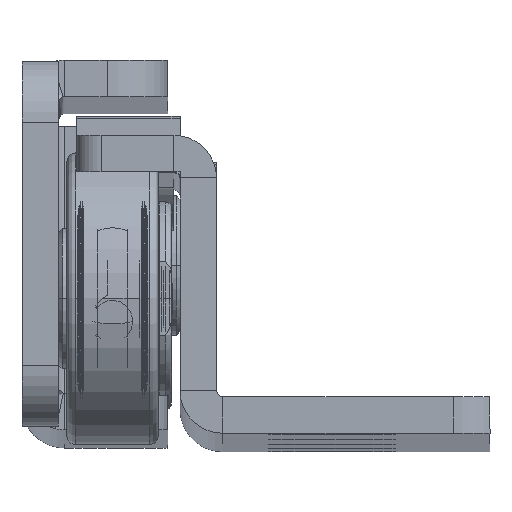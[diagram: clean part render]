
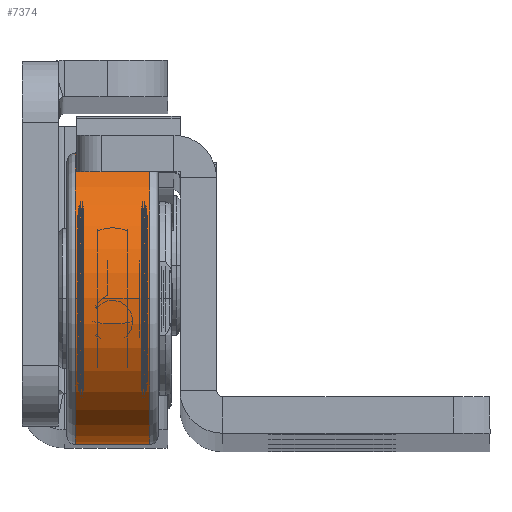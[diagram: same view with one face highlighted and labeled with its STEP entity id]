
A CAD part, top view. The second image highlights one B-rep face of the part: STEP entity #7374.
In plain terms, the highlighted cylindrical face has radius 12 mm (diameter 24 mm), a partial arc.
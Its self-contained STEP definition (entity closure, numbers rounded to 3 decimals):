
#81 = ORIENTED_EDGE ( 'NONE', *, *, #5302, .T. ) ;
#144 = DIRECTION ( 'NONE',  ( -1., 0., 0. ) ) ;
#781 = ORIENTED_EDGE ( 'NONE', *, *, #1933, .T. ) ;
#1828 = CARTESIAN_POINT ( 'NONE',  ( 3.05, 12., 0. ) ) ;
#1933 = EDGE_CURVE ( 'NONE', #4417, #6256, #6775, .T. ) ;
#1956 = CIRCLE ( 'NONE', #14259, 12. ) ;
#2414 = CYLINDRICAL_SURFACE ( 'NONE', #4286, 12. ) ;
#2569 = LINE ( 'NONE', #3047, #4536 ) ;
#2947 = CARTESIAN_POINT ( 'NONE',  ( -3.75, -12., 0. ) ) ;
#3047 = CARTESIAN_POINT ( 'NONE',  ( -3.75, 12., 0. ) ) ;
#4286 = AXIS2_PLACEMENT_3D ( 'NONE', #12767, #12019, #7199 ) ;
#4417 = VERTEX_POINT ( 'NONE', #1828 ) ;
#4536 = VECTOR ( 'NONE', #11551, 1000. ) ;
#4605 = DIRECTION ( 'NONE',  ( 1., 0., 0. ) ) ;
#4675 = CARTESIAN_POINT ( 'NONE',  ( -3.05, 0., 0. ) ) ;
#5302 = EDGE_CURVE ( 'NONE', #11529, #8987, #1956, .T. ) ;
#6256 = VERTEX_POINT ( 'NONE', #14522 ) ;
#6402 = VECTOR ( 'NONE', #144, 1000. ) ;
#6775 = CIRCLE ( 'NONE', #11299, 12. ) ;
#7170 = CARTESIAN_POINT ( 'NONE',  ( -3.05, 12., 0. ) ) ;
#7199 = DIRECTION ( 'NONE',  ( 0., -1., 0. ) ) ;
#7374 = ADVANCED_FACE ( 'NONE', ( #10760 ), #2414, .T. ) ;
#7495 = EDGE_CURVE ( 'NONE', #4417, #8987, #2569, .T. ) ;
#7532 = DIRECTION ( 'NONE',  ( 0., -1., 0. ) ) ;
#8630 = CARTESIAN_POINT ( 'NONE',  ( 3.05, 0., 0. ) ) ;
#8987 = VERTEX_POINT ( 'NONE', #7170 ) ;
#9319 = DIRECTION ( 'NONE',  ( 0., 1., 0. ) ) ;
#10046 = EDGE_LOOP ( 'NONE', ( #14788, #781, #10875, #81 ) ) ;
#10760 = FACE_OUTER_BOUND ( 'NONE', #10046, .T. ) ;
#10875 = ORIENTED_EDGE ( 'NONE', *, *, #12239, .T. ) ;
#11299 = AXIS2_PLACEMENT_3D ( 'NONE', #8630, #13445, #7532 ) ;
#11529 = VERTEX_POINT ( 'NONE', #12537 ) ;
#11551 = DIRECTION ( 'NONE',  ( -1., 0., 0. ) ) ;
#12019 = DIRECTION ( 'NONE',  ( -1., 0., 0. ) ) ;
#12239 = EDGE_CURVE ( 'NONE', #6256, #11529, #14381, .T. ) ;
#12537 = CARTESIAN_POINT ( 'NONE',  ( -3.05, -12., 0. ) ) ;
#12767 = CARTESIAN_POINT ( 'NONE',  ( -3.75, 0., 0. ) ) ;
#13445 = DIRECTION ( 'NONE',  ( -1., 0., 0. ) ) ;
#14259 = AXIS2_PLACEMENT_3D ( 'NONE', #4675, #4605, #9319 ) ;
#14381 = LINE ( 'NONE', #2947, #6402 ) ;
#14522 = CARTESIAN_POINT ( 'NONE',  ( 3.05, -12., 0. ) ) ;
#14788 = ORIENTED_EDGE ( 'NONE', *, *, #7495, .F. ) ;
